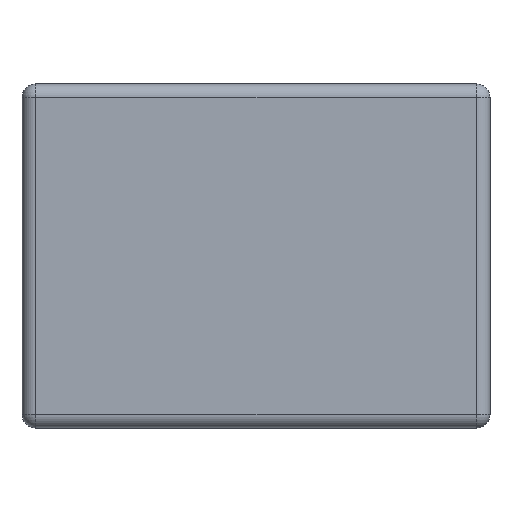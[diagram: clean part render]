
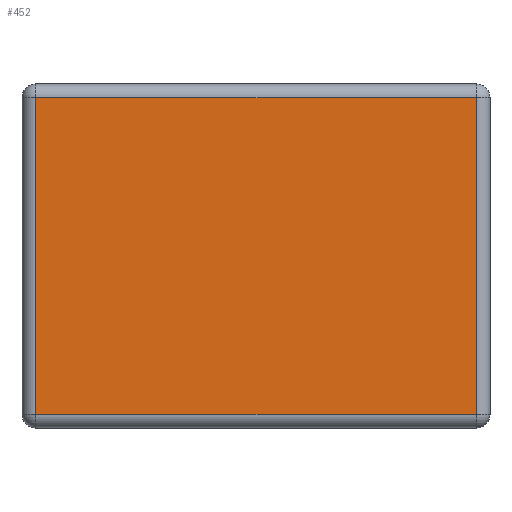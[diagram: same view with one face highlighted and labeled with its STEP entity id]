
A CAD part, left-side view. The second image highlights one B-rep face of the part: STEP entity #452.
In plain terms, the highlighted planar face has unit normal (-1, 0, 0).
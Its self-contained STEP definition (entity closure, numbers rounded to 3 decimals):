
#81=CARTESIAN_POINT('',(-2.375,-1.6,2.4));
#82=VERTEX_POINT('',#81);
#116=CARTESIAN_POINT('',(-2.375,1.6,2.4));
#117=VERTEX_POINT('',#116);
#141=CARTESIAN_POINT('',(-2.375,1.6,2.4));
#142=DIRECTION('',(0.0,-1.0,0.0));
#143=VECTOR('',#142,3.2);
#144=LINE('',#141,#143);
#145=EDGE_CURVE('',#117,#82,#144,.T.);
#410=CARTESIAN_POINT('',(-2.375,-1.6,0.1));
#411=VERTEX_POINT('',#410);
#412=CARTESIAN_POINT('',(-2.375,-1.6,2.4));
#413=DIRECTION('',(0.0,0.0,-1.0));
#414=VECTOR('',#413,2.3);
#415=LINE('',#412,#414);
#416=EDGE_CURVE('',#82,#411,#415,.T.);
#429=CARTESIAN_POINT('',(-2.375,-1.7,0.0));
#430=DIRECTION('',(-1.0,0.0,0.0));
#431=DIRECTION('',(0.0,0.0,1.0));
#432=AXIS2_PLACEMENT_3D('',#429,#430,#431);
#433=PLANE('',#432);
#434=CARTESIAN_POINT('',(-2.375,1.6,0.1));
#435=VERTEX_POINT('',#434);
#436=CARTESIAN_POINT('',(-2.375,1.6,0.1));
#437=DIRECTION('',(0.0,0.0,1.0));
#438=VECTOR('',#437,2.3);
#439=LINE('',#436,#438);
#440=EDGE_CURVE('',#435,#117,#439,.T.);
#441=ORIENTED_EDGE('',*,*,#440,.F.);
#442=CARTESIAN_POINT('',(-2.375,-1.6,0.1));
#443=DIRECTION('',(0.0,1.0,0.0));
#444=VECTOR('',#443,3.2);
#445=LINE('',#442,#444);
#446=EDGE_CURVE('',#411,#435,#445,.T.);
#447=ORIENTED_EDGE('',*,*,#446,.F.);
#448=ORIENTED_EDGE('',*,*,#416,.F.);
#449=ORIENTED_EDGE('',*,*,#145,.F.);
#450=EDGE_LOOP('',(#441,#447,#448,#449));
#451=FACE_OUTER_BOUND('',#450,.T.);
#452=ADVANCED_FACE('',(#451),#433,.T.);
